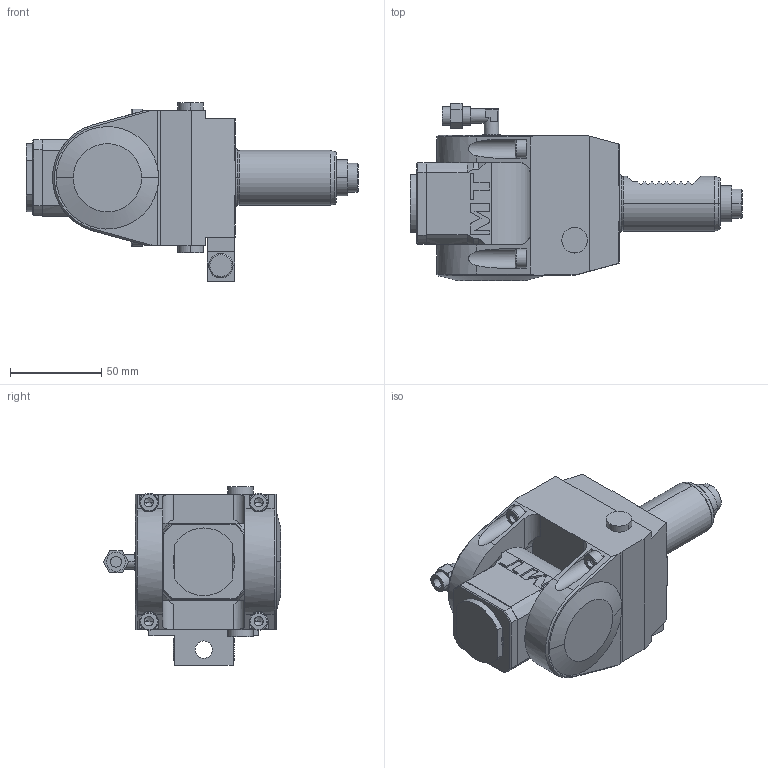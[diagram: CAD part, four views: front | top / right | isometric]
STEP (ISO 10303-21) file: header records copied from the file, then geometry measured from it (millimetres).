
FILE_DESCRIPTION((''),'2;1');
FILE_NAME('SAU0530116_CONF','2023-11-28T08:21:47',('smalpassi'),('M.T. srl'),'CREO PARAMETRIC BY PTC INC, 2021072','CREO PARAMETRIC BY PTC INC, 2021072','');
FILE_SCHEMA(('CONFIG_CONTROL_DESIGN'));
Length unit declared in the file: millimetre
Products named in the file (1): SAU0530116_CONF
Bounding box: 181.5 x 96.87 x 97.5 mm (x, y, z)
Volume: 513915 mm3; surface area: 61749.3 mm2
Topology: 1 solids, 1 shells, 361 faces, 932 edges, 594 vertices
Faces by surface type: plane 192, cylinder 106, cone 43, torus 16, extrusion 4
Entity records: 11509 total; most frequent: CARTESIAN_POINT 2718, ORIENTED_EDGE 1848, DIRECTION 1778, EDGE_CURVE 924, AXIS2_PLACEMENT_3D 615, VERTEX_POINT 594, VECTOR 548, LINE 544
